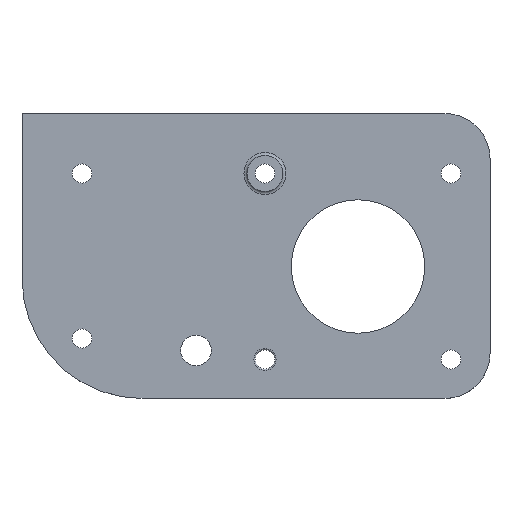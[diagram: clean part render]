
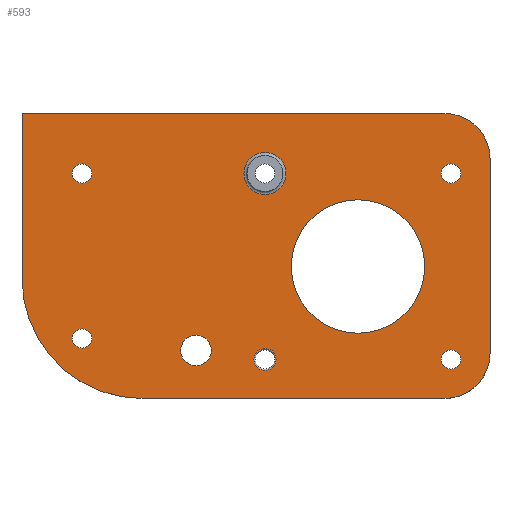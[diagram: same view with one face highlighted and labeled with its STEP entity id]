
A CAD part, top view. The second image highlights one B-rep face of the part: STEP entity #593.
In plain terms, the highlighted planar face has unit normal (0, 0, 1).
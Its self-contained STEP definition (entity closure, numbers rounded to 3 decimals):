
#25=FACE_BOUND('',#167,.T.);
#26=FACE_BOUND('',#168,.T.);
#27=FACE_BOUND('',#169,.T.);
#28=FACE_BOUND('',#170,.T.);
#29=FACE_BOUND('',#171,.T.);
#30=FACE_BOUND('',#172,.T.);
#31=FACE_BOUND('',#173,.T.);
#32=FACE_BOUND('',#174,.T.);
#51=CIRCLE('',#627,7.5);
#52=CIRCLE('',#630,7.5);
#64=CIRCLE('',#648,1.6);
#68=CIRCLE('',#656,1.6);
#70=CIRCLE('',#660,11.125);
#72=CIRCLE('',#664,2.55);
#74=CIRCLE('',#668,1.6);
#76=CIRCLE('',#672,1.6);
#77=CIRCLE('',#675,20.);
#78=CIRCLE('',#676,1.85);
#79=CIRCLE('',#677,3.5);
#123=FACE_OUTER_BOUND('',#166,.T.);
#166=EDGE_LOOP('',(#520,#521,#522,#523,#524,#525,#526));
#167=EDGE_LOOP('',(#527));
#168=EDGE_LOOP('',(#528));
#169=EDGE_LOOP('',(#529));
#170=EDGE_LOOP('',(#530));
#171=EDGE_LOOP('',(#531));
#172=EDGE_LOOP('',(#532));
#173=EDGE_LOOP('',(#533));
#174=EDGE_LOOP('',(#534));
#199=LINE('',#928,#241);
#202=LINE('',#936,#244);
#219=LINE('',#1020,#261);
#221=LINE('',#1024,#263);
#241=VECTOR('',#738,10.);
#244=VECTOR('',#747,10.);
#261=VECTOR('',#848,10.);
#263=VECTOR('',#852,10.);
#279=VERTEX_POINT('',#920);
#280=VERTEX_POINT('',#922);
#281=VERTEX_POINT('',#926);
#282=VERTEX_POINT('',#930);
#283=VERTEX_POINT('',#934);
#295=VERTEX_POINT('',#967);
#299=VERTEX_POINT('',#983);
#301=VERTEX_POINT('',#991);
#303=VERTEX_POINT('',#999);
#305=VERTEX_POINT('',#1007);
#307=VERTEX_POINT('',#1015);
#308=VERTEX_POINT('',#1019);
#309=VERTEX_POINT('',#1023);
#310=VERTEX_POINT('',#1026);
#311=VERTEX_POINT('',#1028);
#335=EDGE_CURVE('',#279,#280,#51,.T.);
#338=EDGE_CURVE('',#279,#281,#199,.T.);
#340=EDGE_CURVE('',#282,#281,#52,.T.);
#342=EDGE_CURVE('',#282,#283,#202,.T.);
#357=EDGE_CURVE('',#295,#295,#64,.T.);
#365=EDGE_CURVE('',#299,#299,#68,.T.);
#369=EDGE_CURVE('',#301,#301,#70,.T.);
#373=EDGE_CURVE('',#303,#303,#72,.T.);
#378=EDGE_CURVE('',#305,#305,#74,.T.);
#382=EDGE_CURVE('',#307,#307,#76,.T.);
#383=EDGE_CURVE('',#308,#280,#219,.T.);
#385=EDGE_CURVE('',#283,#309,#221,.T.);
#386=EDGE_CURVE('',#308,#309,#77,.T.);
#387=EDGE_CURVE('',#310,#310,#78,.T.);
#388=EDGE_CURVE('',#311,#311,#79,.T.);
#520=ORIENTED_EDGE('',*,*,#340,.F.);
#521=ORIENTED_EDGE('',*,*,#342,.T.);
#522=ORIENTED_EDGE('',*,*,#385,.T.);
#523=ORIENTED_EDGE('',*,*,#386,.F.);
#524=ORIENTED_EDGE('',*,*,#383,.T.);
#525=ORIENTED_EDGE('',*,*,#335,.F.);
#526=ORIENTED_EDGE('',*,*,#338,.T.);
#527=ORIENTED_EDGE('',*,*,#382,.T.);
#528=ORIENTED_EDGE('',*,*,#378,.T.);
#529=ORIENTED_EDGE('',*,*,#373,.T.);
#530=ORIENTED_EDGE('',*,*,#387,.F.);
#531=ORIENTED_EDGE('',*,*,#369,.T.);
#532=ORIENTED_EDGE('',*,*,#357,.T.);
#533=ORIENTED_EDGE('',*,*,#365,.T.);
#534=ORIENTED_EDGE('',*,*,#388,.F.);
#561=PLANE('',#674);
#593=ADVANCED_FACE('',(#123,#25,#26,#27,#28,#29,#30,#31,#32),#561,.T.);
#627=AXIS2_PLACEMENT_3D('',#923,#732,#733);
#630=AXIS2_PLACEMENT_3D('',#932,#742,#743);
#648=AXIS2_PLACEMENT_3D('',#968,#783,#784);
#656=AXIS2_PLACEMENT_3D('',#984,#803,#804);
#660=AXIS2_PLACEMENT_3D('',#992,#813,#814);
#664=AXIS2_PLACEMENT_3D('',#1000,#823,#824);
#668=AXIS2_PLACEMENT_3D('',#1009,#834,#835);
#672=AXIS2_PLACEMENT_3D('',#1017,#844,#845);
#674=AXIS2_PLACEMENT_3D('',#1022,#850,#851);
#675=AXIS2_PLACEMENT_3D('',#1025,#853,#854);
#676=AXIS2_PLACEMENT_3D('',#1027,#855,#856);
#677=AXIS2_PLACEMENT_3D('',#1029,#857,#858);
#732=DIRECTION('center_axis',(0.,0.,-1.));
#733=DIRECTION('ref_axis',(0.707,-0.707,0.));
#738=DIRECTION('',(0.,1.,0.));
#742=DIRECTION('center_axis',(0.,0.,-1.));
#743=DIRECTION('ref_axis',(0.707,0.707,0.));
#747=DIRECTION('',(-1.,0.,0.));
#783=DIRECTION('center_axis',(0.,0.,-1.));
#784=DIRECTION('ref_axis',(1.,0.,0.));
#803=DIRECTION('center_axis',(0.,0.,-1.));
#804=DIRECTION('ref_axis',(1.,0.,0.));
#813=DIRECTION('center_axis',(0.,0.,-1.));
#814=DIRECTION('ref_axis',(1.,0.,0.));
#823=DIRECTION('center_axis',(0.,0.,-1.));
#824=DIRECTION('ref_axis',(-1.,0.,0.));
#834=DIRECTION('center_axis',(0.,0.,-1.));
#835=DIRECTION('ref_axis',(1.,0.,0.));
#844=DIRECTION('center_axis',(0.,0.,-1.));
#845=DIRECTION('ref_axis',(1.,0.,0.));
#848=DIRECTION('',(1.,0.,0.));
#850=DIRECTION('center_axis',(0.,0.,1.));
#851=DIRECTION('ref_axis',(1.,0.,0.));
#852=DIRECTION('',(0.,-1.,0.));
#853=DIRECTION('center_axis',(0.,0.,-1.));
#854=DIRECTION('ref_axis',(-0.707,-0.707,0.));
#855=DIRECTION('center_axis',(0.,0.,1.));
#856=DIRECTION('ref_axis',(1.,0.,0.));
#857=DIRECTION('center_axis',(0.,0.,1.));
#858=DIRECTION('ref_axis',(-1.,0.,0.));
#920=CARTESIAN_POINT('',(0.,-30.492,68.));
#922=CARTESIAN_POINT('',(-7.5,-37.992,68.));
#923=CARTESIAN_POINT('Origin',(-7.5,-30.492,68.));
#926=CARTESIAN_POINT('',(0.,2.009,68.));
#928=CARTESIAN_POINT('',(0.,-25.617,68.));
#930=CARTESIAN_POINT('',(-7.5,9.509,68.));
#932=CARTESIAN_POINT('Origin',(-7.5,2.009,68.));
#934=CARTESIAN_POINT('',(-78.,9.509,68.));
#936=CARTESIAN_POINT('',(-18.016,9.509,68.));
#967=CARTESIAN_POINT('',(-8.1,-31.492,68.));
#968=CARTESIAN_POINT('Origin',(-6.5,-31.492,68.));
#983=CARTESIAN_POINT('',(-8.1,-0.492,68.));
#984=CARTESIAN_POINT('Origin',(-6.5,-0.492,68.));
#991=CARTESIAN_POINT('',(-33.125,-15.992,68.));
#992=CARTESIAN_POINT('Origin',(-22.,-15.992,68.));
#999=CARTESIAN_POINT('',(-46.45,-29.984,68.));
#1000=CARTESIAN_POINT('Origin',(-49.,-29.984,68.));
#1007=CARTESIAN_POINT('',(-69.6,-27.992,68.));
#1009=CARTESIAN_POINT('Origin',(-68.,-27.992,68.));
#1015=CARTESIAN_POINT('',(-69.6,-0.491,68.));
#1017=CARTESIAN_POINT('Origin',(-68.,-0.491,68.));
#1019=CARTESIAN_POINT('',(-58.,-37.992,68.));
#1020=CARTESIAN_POINT('',(-56.876,-37.992,68.));
#1022=CARTESIAN_POINT('Origin',(-39.031,-10.742,68.));
#1023=CARTESIAN_POINT('',(-78.,-17.992,68.));
#1024=CARTESIAN_POINT('',(-78.,-0.617,68.));
#1025=CARTESIAN_POINT('Origin',(-58.,-17.992,68.));
#1026=CARTESIAN_POINT('',(-39.35,-31.492,68.));
#1027=CARTESIAN_POINT('Origin',(-37.5,-31.492,68.));
#1028=CARTESIAN_POINT('',(-34.,-0.492,68.));
#1029=CARTESIAN_POINT('Origin',(-37.5,-0.492,68.));
